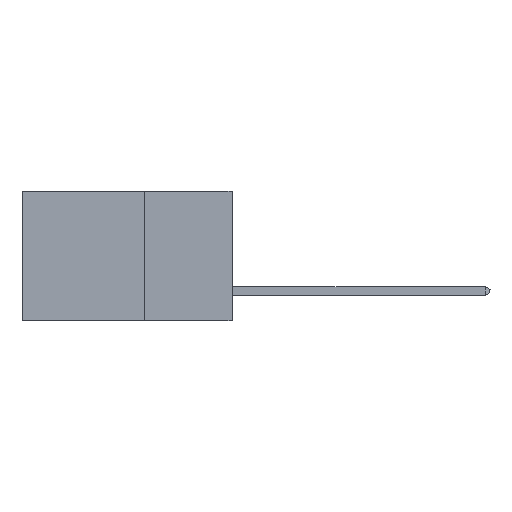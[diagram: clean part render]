
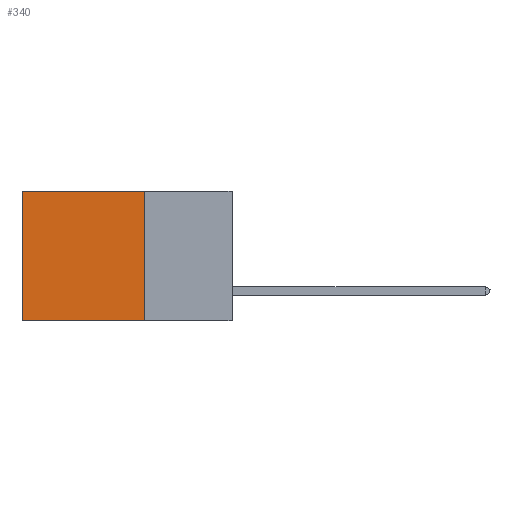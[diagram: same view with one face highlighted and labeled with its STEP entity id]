
A CAD part, left-side view. The second image highlights one B-rep face of the part: STEP entity #340.
In plain terms, the highlighted planar face has unit normal (-1, 0, 0).
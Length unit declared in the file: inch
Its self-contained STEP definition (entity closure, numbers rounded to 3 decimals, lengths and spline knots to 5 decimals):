
#340 = ADVANCED_FACE ( 'NONE', ( #6291 ), #9555, .F. ) ;
#906 = ORIENTED_EDGE ( 'NONE', *, *, #31533, .T. ) ;
#1145 = LINE ( 'NONE', #12395, #21212 ) ;
#1206 = ORIENTED_EDGE ( 'NONE', *, *, #21065, .T. ) ;
#1973 = CARTESIAN_POINT ( 'NONE',  ( 0.2875, 0.6, 0. ) ) ;
#4310 = LINE ( 'NONE', #30205, #28864 ) ;
#6231 = VECTOR ( 'NONE', #7707, 39.37008 ) ;
#6291 = FACE_OUTER_BOUND ( 'NONE', #26242, .T. ) ;
#6691 = EDGE_CURVE ( 'NONE', #21163, #22169, #12410, .T. ) ;
#7707 = DIRECTION ( 'NONE',  ( 0., 1., 0. ) ) ;
#8891 = CARTESIAN_POINT ( 'NONE',  ( 0.2875, 0.25, 0. ) ) ;
#9189 = DIRECTION ( 'NONE',  ( 0., 0., -1. ) ) ;
#9555 = PLANE ( 'NONE',  #24834 ) ;
#12395 = CARTESIAN_POINT ( 'NONE',  ( 0.2875, 0.25, 0. ) ) ;
#12410 = LINE ( 'NONE', #15461, #6231 ) ;
#12868 = CARTESIAN_POINT ( 'NONE',  ( 0.2875, 0.6, -0.37 ) ) ;
#14664 = EDGE_CURVE ( 'NONE', #20391, #21163, #28601, .T. ) ;
#15461 = CARTESIAN_POINT ( 'NONE',  ( 0.2875, 0.25, -0.37 ) ) ;
#15483 = VERTEX_POINT ( 'NONE', #1973 ) ;
#17602 = DIRECTION ( 'NONE',  ( 1., 0., 0. ) ) ;
#17703 = DIRECTION ( 'NONE',  ( 0., 0., -1. ) ) ;
#17783 = ORIENTED_EDGE ( 'NONE', *, *, #6691, .F. ) ;
#18725 = CARTESIAN_POINT ( 'NONE',  ( 0.2875, 0.25, 0. ) ) ;
#20391 = VERTEX_POINT ( 'NONE', #8891 ) ;
#21065 = EDGE_CURVE ( 'NONE', #20391, #15483, #1145, .T. ) ;
#21163 = VERTEX_POINT ( 'NONE', #30077 ) ;
#21212 = VECTOR ( 'NONE', #25123, 39.37008 ) ;
#22169 = VERTEX_POINT ( 'NONE', #12868 ) ;
#23918 = ORIENTED_EDGE ( 'NONE', *, *, #14664, .F. ) ;
#24834 = AXIS2_PLACEMENT_3D ( 'NONE', #33299, #17602, #17703 ) ;
#25123 = DIRECTION ( 'NONE',  ( 0., 1., 0. ) ) ;
#26242 = EDGE_LOOP ( 'NONE', ( #906, #17783, #23918, #1206 ) ) ;
#28601 = LINE ( 'NONE', #18725, #31404 ) ;
#28864 = VECTOR ( 'NONE', #9189, 39.37008 ) ;
#30077 = CARTESIAN_POINT ( 'NONE',  ( 0.2875, 0.25, -0.37 ) ) ;
#30205 = CARTESIAN_POINT ( 'NONE',  ( 0.2875, 0.6, 0. ) ) ;
#31404 = VECTOR ( 'NONE', #31809, 39.37008 ) ;
#31533 = EDGE_CURVE ( 'NONE', #15483, #22169, #4310, .T. ) ;
#31809 = DIRECTION ( 'NONE',  ( 0., 0., -1. ) ) ;
#33299 = CARTESIAN_POINT ( 'NONE',  ( 0.2875, 0.25, 0. ) ) ;
